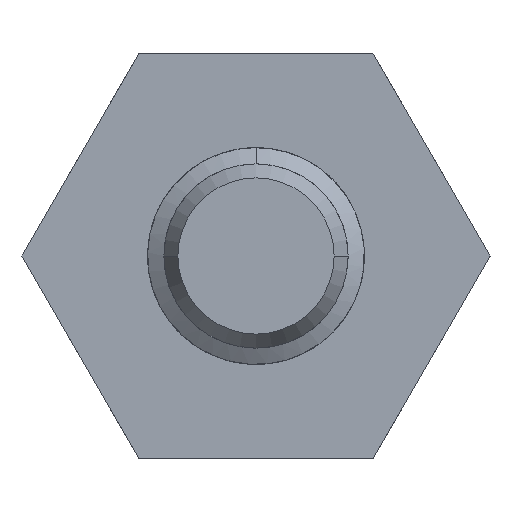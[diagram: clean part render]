
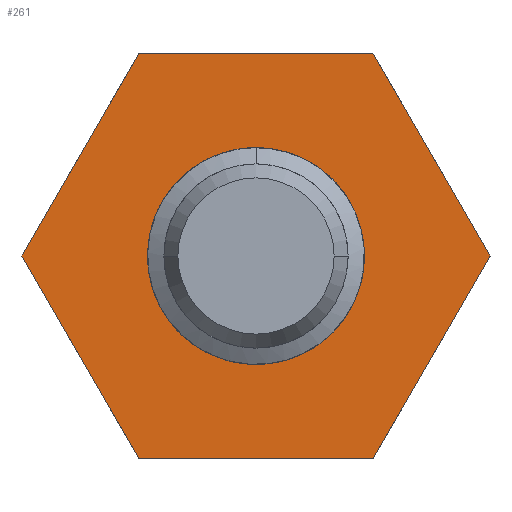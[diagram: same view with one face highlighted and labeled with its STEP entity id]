
A CAD part, front view. The second image highlights one B-rep face of the part: STEP entity #261.
In plain terms, the highlighted planar face has unit normal (0, -1, 0).
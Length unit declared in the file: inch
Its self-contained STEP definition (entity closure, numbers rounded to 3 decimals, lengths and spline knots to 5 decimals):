
#118 = EDGE_LOOP ( 'NONE', ( #212, #213 ) ) ;
#212 = ORIENTED_EDGE ( 'NONE', *, *, #754, .F. ) ;
#213 = ORIENTED_EDGE ( 'NONE', *, *, #258, .F. ) ;
#251 = EDGE_CURVE ( 'NONE', #268, #252, #2401, .T. ) ;
#252 = VERTEX_POINT ( 'NONE', #2411 ) ;
#253 = VERTEX_POINT ( 'NONE', #2413 ) ;
#254 = VERTEX_POINT ( 'NONE', #2412 ) ;
#258 = EDGE_CURVE ( 'NONE', #738, #737, #2406, .T. ) ;
#261 = ADVANCED_FACE ( 'NONE', ( #2419, #2416 ), #2420, .T. ) ;
#262 = ORIENTED_EDGE ( 'NONE', *, *, #263, .T. ) ;
#263 = EDGE_CURVE ( 'NONE', #252, #264, #2421, .T. ) ;
#264 = VERTEX_POINT ( 'NONE', #2428 ) ;
#265 = ORIENTED_EDGE ( 'NONE', *, *, #275, .T. ) ;
#266 = ORIENTED_EDGE ( 'NONE', *, *, #267, .T. ) ;
#267 = EDGE_CURVE ( 'NONE', #254, #268, #2430, .T. ) ;
#268 = VERTEX_POINT ( 'NONE', #2426 ) ;
#269 = ORIENTED_EDGE ( 'NONE', *, *, #251, .T. ) ;
#270 = EDGE_CURVE ( 'NONE', #271, #253, #2434, .T. ) ;
#271 = VERTEX_POINT ( 'NONE', #2438 ) ;
#272 = ORIENTED_EDGE ( 'NONE', *, *, #273, .T. ) ;
#273 = EDGE_CURVE ( 'NONE', #253, #254, #2441, .T. ) ;
#274 = ORIENTED_EDGE ( 'NONE', *, *, #270, .T. ) ;
#275 = EDGE_CURVE ( 'NONE', #264, #271, #2440, .T. ) ;
#276 = EDGE_LOOP ( 'NONE', ( #272, #266, #269, #262, #265, #274 ) ) ;
#737 = VERTEX_POINT ( 'NONE', #1748 ) ;
#738 = VERTEX_POINT ( 'NONE', #1747 ) ;
#754 = EDGE_CURVE ( 'NONE', #737, #738, #1847, .T. ) ;
#1747 = CARTESIAN_POINT ( 'NONE',  ( -0.03603, 0.187, 0. ) ) ;
#1748 = CARTESIAN_POINT ( 'NONE',  ( 0.03603, 0.187, 0. ) ) ;
#1833 = DIRECTION ( 'NONE',  ( 1., 0., 0. ) ) ;
#1834 = DIRECTION ( 'NONE',  ( 0., -1., 0. ) ) ;
#1835 = CARTESIAN_POINT ( 'NONE',  ( 0., 0.187, 0. ) ) ;
#1836 = AXIS2_PLACEMENT_3D ( 'NONE', #1835, #1834, #1833 ) ;
#1847 = CIRCLE ( 'NONE', #1836, 0.03603 ) ;
#2399 = DIRECTION ( 'NONE',  ( -0.5, 0., -0.866 ) ) ;
#2400 = CARTESIAN_POINT ( 'NONE',  ( -0.05398, 0.187, 0.0935 ) ) ;
#2401 = LINE ( 'NONE', #2400, #2403 ) ;
#2403 = VECTOR ( 'NONE', #2399, 39.37008 ) ;
#2406 = CIRCLE ( 'NONE', #2410, 0.03603 ) ;
#2407 = CARTESIAN_POINT ( 'NONE',  ( 0., 0.187, 0. ) ) ;
#2408 = DIRECTION ( 'NONE',  ( 0., -1., 0. ) ) ;
#2409 = DIRECTION ( 'NONE',  ( 1., 0., 0. ) ) ;
#2410 = AXIS2_PLACEMENT_3D ( 'NONE', #2407, #2408, #2409 ) ;
#2411 = CARTESIAN_POINT ( 'NONE',  ( -0.10796, 0.187, 0. ) ) ;
#2412 = CARTESIAN_POINT ( 'NONE',  ( 0.05398, 0.187, 0.0935 ) ) ;
#2413 = CARTESIAN_POINT ( 'NONE',  ( 0.10796, 0.187, 0. ) ) ;
#2414 = DIRECTION ( 'NONE',  ( 1., 0., 0. ) ) ;
#2415 = CARTESIAN_POINT ( 'NONE',  ( 0.03603, 0.187, 0. ) ) ;
#2416 = FACE_BOUND ( 'NONE', #118, .T. ) ;
#2417 = AXIS2_PLACEMENT_3D ( 'NONE', #2415, #2418, #2414 ) ;
#2418 = DIRECTION ( 'NONE',  ( 0., -1., 0. ) ) ;
#2419 = FACE_OUTER_BOUND ( 'NONE', #276, .T. ) ;
#2420 = PLANE ( 'NONE',  #2417 ) ;
#2421 = LINE ( 'NONE', #2424, #2423 ) ;
#2422 = DIRECTION ( 'NONE',  ( 0.5, 0., -0.866 ) ) ;
#2423 = VECTOR ( 'NONE', #2422, 39.37008 ) ;
#2424 = CARTESIAN_POINT ( 'NONE',  ( -0.10796, 0.187, 0. ) ) ;
#2425 = DIRECTION ( 'NONE',  ( -1., 0., 0. ) ) ;
#2426 = CARTESIAN_POINT ( 'NONE',  ( -0.05398, 0.187, 0.0935 ) ) ;
#2427 = VECTOR ( 'NONE', #2425, 39.37008 ) ;
#2428 = CARTESIAN_POINT ( 'NONE',  ( -0.05398, 0.187, -0.0935 ) ) ;
#2429 = CARTESIAN_POINT ( 'NONE',  ( 0.05398, 0.187, 0.0935 ) ) ;
#2430 = LINE ( 'NONE', #2429, #2427 ) ;
#2431 = DIRECTION ( 'NONE',  ( 0.5, 0., 0.866 ) ) ;
#2432 = VECTOR ( 'NONE', #2431, 39.37008 ) ;
#2433 = CARTESIAN_POINT ( 'NONE',  ( 0.05398, 0.187, -0.0935 ) ) ;
#2434 = LINE ( 'NONE', #2433, #2432 ) ;
#2436 = VECTOR ( 'NONE', #2439, 39.37008 ) ;
#2437 = CARTESIAN_POINT ( 'NONE',  ( 0.10796, 0.187, 0. ) ) ;
#2438 = CARTESIAN_POINT ( 'NONE',  ( 0.05398, 0.187, -0.0935 ) ) ;
#2439 = DIRECTION ( 'NONE',  ( -0.5, 0., 0.866 ) ) ;
#2440 = LINE ( 'NONE', #2450, #2449 ) ;
#2441 = LINE ( 'NONE', #2437, #2436 ) ;
#2448 = DIRECTION ( 'NONE',  ( 1., 0., 0. ) ) ;
#2449 = VECTOR ( 'NONE', #2448, 39.37008 ) ;
#2450 = CARTESIAN_POINT ( 'NONE',  ( -0.05398, 0.187, -0.0935 ) ) ;
